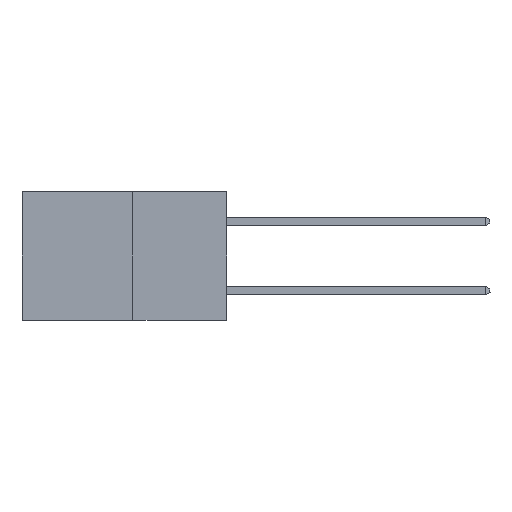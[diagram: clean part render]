
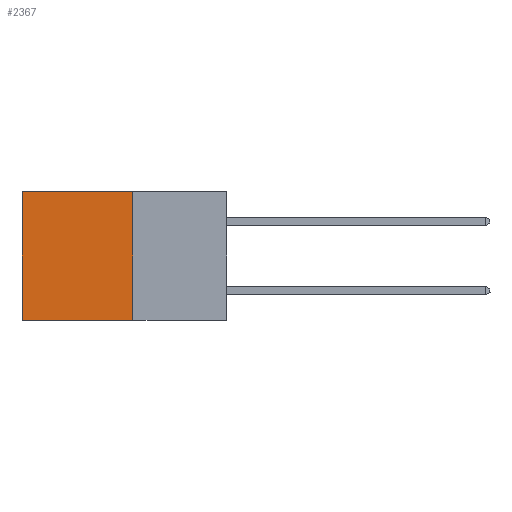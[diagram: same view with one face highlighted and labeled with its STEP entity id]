
A CAD part, left-side view. The second image highlights one B-rep face of the part: STEP entity #2367.
In plain terms, the highlighted planar face has unit normal (-1, 0, 0).
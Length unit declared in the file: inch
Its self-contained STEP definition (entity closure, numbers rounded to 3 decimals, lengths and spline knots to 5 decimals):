
#230 = CARTESIAN_POINT ( 'NONE',  ( 0.277, 0.59, -0.37 ) ) ;
#1200 = FACE_OUTER_BOUND ( 'NONE', #10471, .T. ) ;
#2319 = EDGE_CURVE ( 'NONE', #4370, #3676, #6794, .T. ) ;
#2367 = ADVANCED_FACE ( 'NONE', ( #1200 ), #11600, .F. ) ;
#2760 = EDGE_CURVE ( 'NONE', #9666, #12140, #11495, .T. ) ;
#3432 = EDGE_CURVE ( 'NONE', #4370, #9666, #4712, .T. ) ;
#3676 = VERTEX_POINT ( 'NONE', #7855 ) ;
#3905 = LINE ( 'NONE', #8504, #5515 ) ;
#4370 = VERTEX_POINT ( 'NONE', #6684 ) ;
#4393 = AXIS2_PLACEMENT_3D ( 'NONE', #11572, #5880, #6129 ) ;
#4656 = DIRECTION ( 'NONE',  ( 0., 1., 0. ) ) ;
#4712 = LINE ( 'NONE', #9172, #6914 ) ;
#5515 = VECTOR ( 'NONE', #11307, 39.37008 ) ;
#5824 = EDGE_CURVE ( 'NONE', #3676, #12140, #3905, .T. ) ;
#5880 = DIRECTION ( 'NONE',  ( 1., 0., 0. ) ) ;
#6098 = ORIENTED_EDGE ( 'NONE', *, *, #5824, .T. ) ;
#6129 = DIRECTION ( 'NONE',  ( 0., 0., -1. ) ) ;
#6592 = ORIENTED_EDGE ( 'NONE', *, *, #2760, .F. ) ;
#6684 = CARTESIAN_POINT ( 'NONE',  ( 0.277, 0.27, 0. ) ) ;
#6794 = LINE ( 'NONE', #9531, #11506 ) ;
#6914 = VECTOR ( 'NONE', #8797, 39.37008 ) ;
#6918 = ORIENTED_EDGE ( 'NONE', *, *, #3432, .F. ) ;
#7786 = DIRECTION ( 'NONE',  ( 0., 1., 0. ) ) ;
#7855 = CARTESIAN_POINT ( 'NONE',  ( 0.277, 0.59, 0. ) ) ;
#8365 = ORIENTED_EDGE ( 'NONE', *, *, #2319, .T. ) ;
#8504 = CARTESIAN_POINT ( 'NONE',  ( 0.277, 0.59, -0.37 ) ) ;
#8564 = CARTESIAN_POINT ( 'NONE',  ( 0.277, 0.27, -0.37 ) ) ;
#8797 = DIRECTION ( 'NONE',  ( 0., 0., -1. ) ) ;
#9007 = VECTOR ( 'NONE', #7786, 39.37008 ) ;
#9172 = CARTESIAN_POINT ( 'NONE',  ( 0.277, 0.27, -0.37 ) ) ;
#9531 = CARTESIAN_POINT ( 'NONE',  ( 0.277, 0.27, 0. ) ) ;
#9666 = VERTEX_POINT ( 'NONE', #10868 ) ;
#10471 = EDGE_LOOP ( 'NONE', ( #6098, #6592, #6918, #8365 ) ) ;
#10868 = CARTESIAN_POINT ( 'NONE',  ( 0.277, 0.27, -0.37 ) ) ;
#11307 = DIRECTION ( 'NONE',  ( 0., 0., -1. ) ) ;
#11495 = LINE ( 'NONE', #8564, #9007 ) ;
#11506 = VECTOR ( 'NONE', #4656, 39.37008 ) ;
#11572 = CARTESIAN_POINT ( 'NONE',  ( 0.277, 0.27, -0.37 ) ) ;
#11600 = PLANE ( 'NONE',  #4393 ) ;
#12140 = VERTEX_POINT ( 'NONE', #230 ) ;
